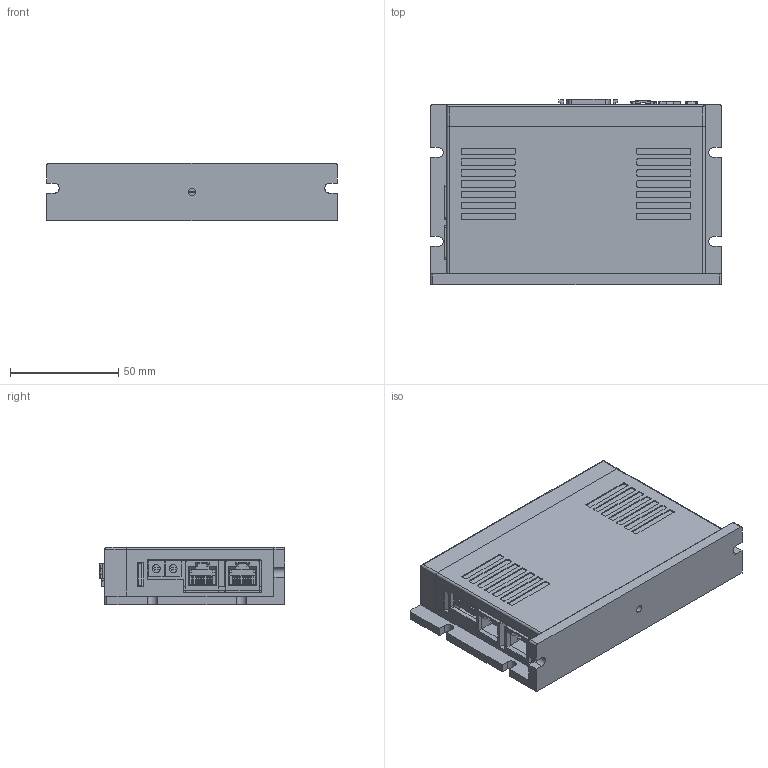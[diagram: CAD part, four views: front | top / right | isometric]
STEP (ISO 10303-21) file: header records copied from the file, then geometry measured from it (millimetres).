
FILE_DESCRIPTION(/* description */ (''),/* implementation_level */ '2;1');
FILE_NAME(/* name */ 'CAD_109432.stp',/* time_stamp */ '2021-01-19T11:29:48+01:00',/* author */ ('Hypex'),/* organization */ ('Hypex'),/* preprocessor_version */ 'ST-DEVELOPER v18',/* originating_system */ 'Autodesk Inventor 2020',/* authorisation */ '');
FILE_SCHEMA (('AUTOMOTIVE_DESIGN { 1 0 10303 214 3 1 1 }','INTEGRATED_CNC_SCHEMA'));
Products named in the file (1): CAD_109432
Bounding box: 134 x 85.5 x 26.5 mm (x, y, z)
Volume: 108686.5 mm3; surface area: 105708.3 mm2
Topology: 22 solids, 22 shells, 2687 faces, 7374 edges, 4862 vertices
Faces by surface type: plane 2150, cylinder 478, cone 45, bspline 8, torus 6
Full cylindrical faces by diameter (mm): 0.6 x2, 0.635 x1, 0.762 x4, 1 x3, 1.016 x4, 1.035 x1, 2.15 x4, 2.489 x2, 2.5 x2, 2.6 x4, 2.889 x2, 3.2 x7, 3.242 x1, 3.4 x4, 3.6 x2, 5 x10, 5.2 x4, 8 x1
Entity records: 86827 total; most frequent: CARTESIAN_POINT 15676, ORIENTED_EDGE 14728, DIRECTION 13778, EDGE_CURVE 7364, LINE 6148, VECTOR 6148, VERTEX_POINT 4862, AXIS2_PLACEMENT_3D 3815
